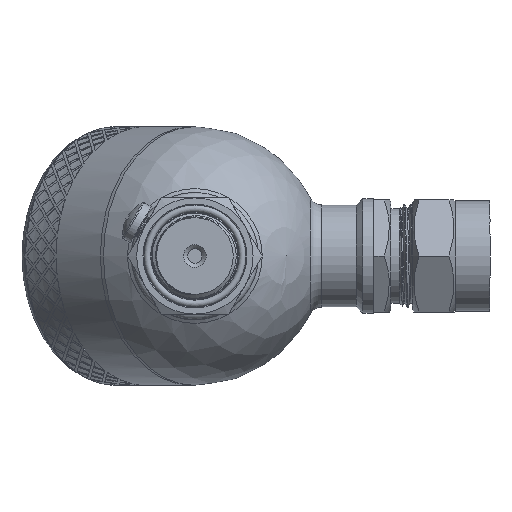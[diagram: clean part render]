
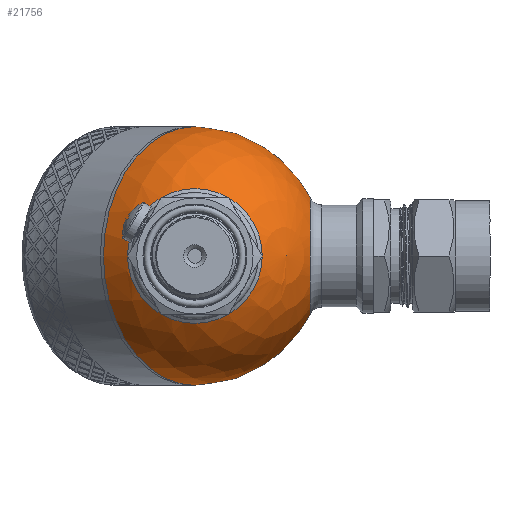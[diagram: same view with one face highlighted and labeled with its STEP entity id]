
A CAD part, left-side view. The second image highlights one B-rep face of the part: STEP entity #21756.
In plain terms, the highlighted spherical face has radius 30 mm.
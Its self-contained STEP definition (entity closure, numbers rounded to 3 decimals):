
#39=SPHERICAL_SURFACE('',#23082,30.);
#111=FACE_BOUND('',#3270,.T.);
#112=FACE_BOUND('',#3271,.T.);
#1823=FACE_OUTER_BOUND('',#3269,.T.);
#3269=EDGE_LOOP('',(#16123,#16124,#16125,#16126));
#3270=EDGE_LOOP('',(#16127));
#3271=EDGE_LOOP('',(#16128));
#4621=CIRCLE('',#23079,15.643);
#4624=CIRCLE('',#23083,30.);
#4625=CIRCLE('',#23084,30.);
#4626=CIRCLE('',#23085,30.);
#4627=CIRCLE('',#23086,13.5);
#9056=VERTEX_POINT('',#36596);
#9058=VERTEX_POINT('',#36602);
#9059=VERTEX_POINT('',#36603);
#9060=VERTEX_POINT('',#36605);
#9061=VERTEX_POINT('',#36608);
#11686=EDGE_CURVE('',#9056,#9056,#4621,.T.);
#11689=EDGE_CURVE('',#9058,#9059,#4624,.T.);
#11690=EDGE_CURVE('',#9058,#9060,#4625,.T.);
#11691=EDGE_CURVE('',#9059,#9058,#4626,.T.);
#11692=EDGE_CURVE('',#9061,#9061,#4627,.T.);
#16123=ORIENTED_EDGE('',*,*,#11689,.F.);
#16124=ORIENTED_EDGE('',*,*,#11690,.T.);
#16125=ORIENTED_EDGE('',*,*,#11690,.F.);
#16126=ORIENTED_EDGE('',*,*,#11691,.F.);
#16127=ORIENTED_EDGE('',*,*,#11686,.F.);
#16128=ORIENTED_EDGE('',*,*,#11692,.F.);
#21756=ADVANCED_FACE('',(#1823,#111,#112),#39,.T.);
#23079=AXIS2_PLACEMENT_3D('',#36597,#24493,#24494);
#23082=AXIS2_PLACEMENT_3D('',#36601,#24499,#24500);
#23083=AXIS2_PLACEMENT_3D('',#36604,#24501,#24502);
#23084=AXIS2_PLACEMENT_3D('',#36606,#24503,#24504);
#23085=AXIS2_PLACEMENT_3D('',#36607,#24505,#24506);
#23086=AXIS2_PLACEMENT_3D('',#36609,#24507,#24508);
#24493=DIRECTION('center_axis',(-0.707,0.,0.707));
#24494=DIRECTION('ref_axis',(0.707,0.,0.707));
#24499=DIRECTION('center_axis',(1.,0.,0.));
#24500=DIRECTION('ref_axis',(0.,-1.,0.));
#24501=DIRECTION('center_axis',(1.,0.,0.));
#24502=DIRECTION('ref_axis',(0.,1.,0.));
#24503=DIRECTION('center_axis',(0.,0.,1.));
#24504=DIRECTION('ref_axis',(0.,1.,0.));
#24505=DIRECTION('center_axis',(1.,0.,0.));
#24506=DIRECTION('ref_axis',(0.,1.,0.));
#24507=DIRECTION('center_axis',(-0.707,0.,-0.707));
#24508=DIRECTION('ref_axis',(-0.707,0.,0.707));
#36596=CARTESIAN_POINT('',(-29.162,0.,7.04));
#36597=CARTESIAN_POINT('Origin',(-18.101,0.,18.101));
#36601=CARTESIAN_POINT('Origin',(0.,0.,0.));
#36602=CARTESIAN_POINT('',(0.,30.,0.));
#36603=CARTESIAN_POINT('',(0.,-30.,0.));
#36604=CARTESIAN_POINT('Origin',(0.,0.,0.));
#36605=CARTESIAN_POINT('',(-30.,0.,0.));
#36606=CARTESIAN_POINT('Origin',(0.,0.,0.));
#36607=CARTESIAN_POINT('Origin',(0.,0.,0.));
#36608=CARTESIAN_POINT('',(-9.398,0.,-28.49));
#36609=CARTESIAN_POINT('Origin',(-18.944,0.,-18.944));
